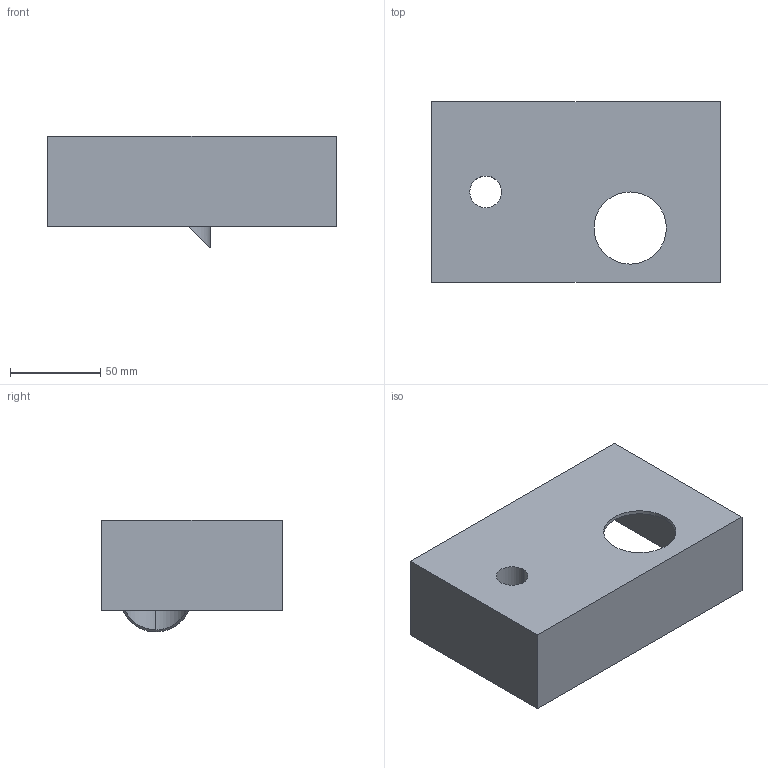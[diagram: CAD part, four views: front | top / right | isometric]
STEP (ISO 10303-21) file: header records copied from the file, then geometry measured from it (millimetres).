
FILE_DESCRIPTION (( 'STEP AP203' ), '1' );
FILE_NAME ('housing.step', '2002-09-24T18:26:06', ( 'Jay Shoemaker' ), ( 'Moldflow Corporation' ), 'SwSTEP 2.0', 'SolidWorks 2000136', '' );
FILE_SCHEMA (( 'CONFIG_CONTROL_DESIGN' ));
Length unit declared in the file: metre
Products named in the file (1): 2
Bounding box: 160 x 100 x 62 mm (x, y, z)
Volume: 92410.7 mm3; surface area: 100655.8 mm2
Topology: 1 solids, 1 shells, 41 faces, 102 edges, 68 vertices
Faces by surface type: plane 31, cylinder 10
Entity records: 1301 total; most frequent: CARTESIAN_POINT 224, ORIENTED_EDGE 204, DIRECTION 202, EDGE_CURVE 102, LINE 78, VECTOR 78, VERTEX_POINT 68, AXIS2_PLACEMENT_3D 62
